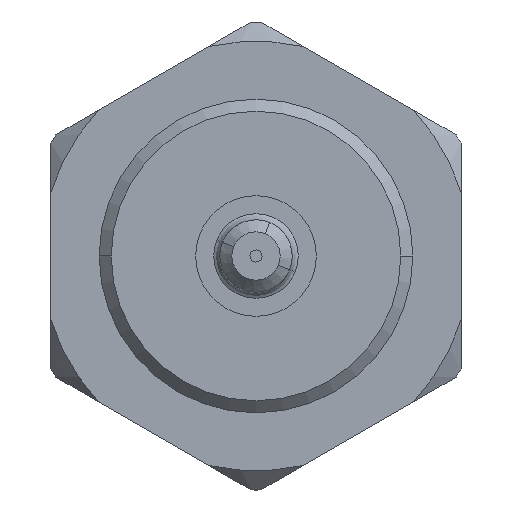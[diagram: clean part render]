
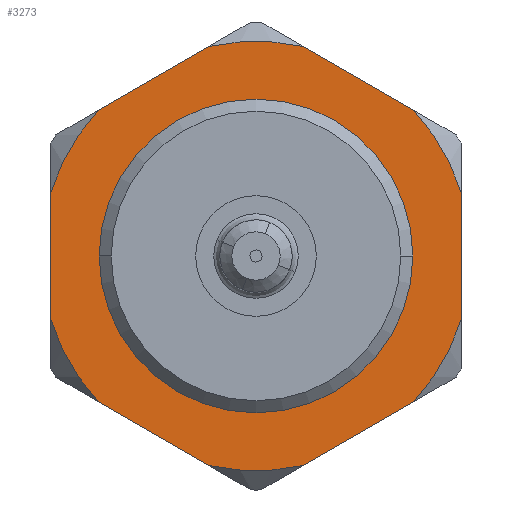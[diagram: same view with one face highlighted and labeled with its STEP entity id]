
A CAD part, left-side view. The second image highlights one B-rep face of the part: STEP entity #3273.
In plain terms, the highlighted planar face has unit normal (-1, 0, 0).
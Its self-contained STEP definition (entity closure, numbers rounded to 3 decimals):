
#385=VECTOR('',#3991,1.);
#388=VECTOR('',#4003,1.);
#391=VECTOR('',#4011,1.);
#394=VECTOR('',#4019,1.);
#397=VECTOR('',#4027,1.);
#399=VECTOR('',#4046,1.);
#626=LINE('',#5071,#385);
#629=LINE('',#5098,#388);
#632=LINE('',#5122,#391);
#635=LINE('',#5146,#394);
#638=LINE('',#5170,#397);
#640=LINE('',#5191,#399);
#886=VERTEX_POINT('',#4902);
#888=VERTEX_POINT('',#4906);
#915=VERTEX_POINT('',#5070);
#916=VERTEX_POINT('',#5072);
#922=VERTEX_POINT('',#5097);
#923=VERTEX_POINT('',#5099);
#928=VERTEX_POINT('',#5121);
#929=VERTEX_POINT('',#5123);
#934=VERTEX_POINT('',#5145);
#935=VERTEX_POINT('',#5147);
#940=VERTEX_POINT('',#5169);
#941=VERTEX_POINT('',#5171);
#944=VERTEX_POINT('',#5190);
#945=VERTEX_POINT('',#5192);
#946=VERTEX_POINT('',#5196);
#1178=CIRCLE('',#3477,5.8);
#1211=CIRCLE('',#3526,8.9);
#1212=CIRCLE('',#3528,8.9);
#1213=CIRCLE('',#3529,8.9);
#1214=CIRCLE('',#3530,8.9);
#1215=CIRCLE('',#3531,8.9);
#1216=CIRCLE('',#3532,8.9);
#1217=CIRCLE('',#3533,5.8);
#1218=CIRCLE('',#3534,5.8);
#1404=EDGE_CURVE('',#888,#886,#1178,.T.);
#1442=EDGE_CURVE('',#916,#915,#626,.T.);
#1452=EDGE_CURVE('',#923,#922,#629,.T.);
#1460=EDGE_CURVE('',#929,#928,#632,.T.);
#1468=EDGE_CURVE('',#935,#934,#635,.T.);
#1476=EDGE_CURVE('',#941,#940,#638,.T.);
#1482=EDGE_CURVE('',#929,#922,#1211,.T.);
#1483=EDGE_CURVE('',#935,#928,#1212,.T.);
#1484=EDGE_CURVE('',#941,#934,#1213,.T.);
#1485=EDGE_CURVE('',#944,#940,#1214,.T.);
#1486=EDGE_CURVE('',#944,#945,#640,.T.);
#1487=EDGE_CURVE('',#916,#945,#1215,.T.);
#1488=EDGE_CURVE('',#923,#915,#1216,.T.);
#1489=EDGE_CURVE('',#946,#888,#1217,.T.);
#1490=EDGE_CURVE('',#886,#946,#1218,.T.);
#1995=ORIENTED_EDGE('',*,*,#1482,.F.);
#1996=ORIENTED_EDGE('',*,*,#1460,.T.);
#1997=ORIENTED_EDGE('',*,*,#1483,.F.);
#1998=ORIENTED_EDGE('',*,*,#1468,.T.);
#1999=ORIENTED_EDGE('',*,*,#1484,.F.);
#2000=ORIENTED_EDGE('',*,*,#1476,.T.);
#2001=ORIENTED_EDGE('',*,*,#1485,.F.);
#2002=ORIENTED_EDGE('',*,*,#1486,.T.);
#2003=ORIENTED_EDGE('',*,*,#1487,.F.);
#2004=ORIENTED_EDGE('',*,*,#1442,.T.);
#2005=ORIENTED_EDGE('',*,*,#1488,.F.);
#2006=ORIENTED_EDGE('',*,*,#1452,.T.);
#2007=ORIENTED_EDGE('',*,*,#1489,.F.);
#2008=ORIENTED_EDGE('',*,*,#1490,.F.);
#2009=ORIENTED_EDGE('',*,*,#1404,.F.);
#2809=EDGE_LOOP('',(#1995,#1996,#1997,#1998,#1999,#2000,#2001,#2002,#2003,
#2004,#2005,#2006));
#2810=EDGE_LOOP('',(#2007,#2008,#2009));
#3043=FACE_BOUND('',#2809,.T.);
#3044=FACE_BOUND('',#2810,.T.);
#3273=ADVANCED_FACE('',(#3043,#3044),#6177,.T.);
#3477=AXIS2_PLACEMENT_3D('',#4907,#3922,#3923);
#3526=AXIS2_PLACEMENT_3D('',#5185,#4037,#4038);
#3527=AXIS2_PLACEMENT_3D('',#5186,#4039,$);
#3528=AXIS2_PLACEMENT_3D('',#5187,#4040,#4041);
#3529=AXIS2_PLACEMENT_3D('',#5188,#4042,#4043);
#3530=AXIS2_PLACEMENT_3D('',#5189,#4044,#4045);
#3531=AXIS2_PLACEMENT_3D('',#5193,#4047,#4048);
#3532=AXIS2_PLACEMENT_3D('',#5194,#4049,#4050);
#3533=AXIS2_PLACEMENT_3D('',#5195,#4051,#4052);
#3534=AXIS2_PLACEMENT_3D('',#5197,#4053,#4054);
#3922=DIRECTION('',(-1.,0.,0.));
#3923=DIRECTION('',(0.,-5.8,0.));
#3991=DIRECTION('',(0.,-0.866,0.5));
#4003=DIRECTION('',(0.,0.,1.));
#4011=DIRECTION('',(0.,0.866,0.5));
#4019=DIRECTION('',(0.,0.866,-0.5));
#4027=DIRECTION('',(0.,0.,-1.));
#4037=DIRECTION('',(1.,0.,0.));
#4038=DIRECTION('',(0.,-8.9,0.));
#4039=DIRECTION('',(-1.,0.,0.));
#4040=DIRECTION('',(1.,0.,0.));
#4041=DIRECTION('',(0.,8.9,0.));
#4042=DIRECTION('',(1.,0.,0.));
#4043=DIRECTION('',(0.,8.9,0.));
#4044=DIRECTION('',(1.,0.,0.));
#4045=DIRECTION('',(0.,8.9,0.));
#4046=DIRECTION('',(0.,-0.866,-0.5));
#4047=DIRECTION('',(1.,0.,0.));
#4048=DIRECTION('',(0.,8.9,0.));
#4049=DIRECTION('',(1.,0.,0.));
#4050=DIRECTION('',(0.,-8.9,0.));
#4051=DIRECTION('',(-1.,0.,0.));
#4052=DIRECTION('',(0.,-5.8,0.));
#4053=DIRECTION('',(-1.,0.,0.));
#4054=DIRECTION('',(0.,-5.8,0.));
#4902=CARTESIAN_POINT('',(-3.772,-2.662,5.8));
#4906=CARTESIAN_POINT('',(-3.772,-2.662,-5.8));
#4907=CARTESIAN_POINT('',(-3.772,-2.662,0.));
#5070=CARTESIAN_POINT('',(-3.772,-9.197,-6.042));
#5071=CARTESIAN_POINT('',(-3.772,-4.627,-8.68));
#5072=CARTESIAN_POINT('',(-3.772,-4.627,-8.68));
#5097=CARTESIAN_POINT('',(-3.772,-11.162,2.638));
#5098=CARTESIAN_POINT('',(-3.772,-11.162,-2.638));
#5099=CARTESIAN_POINT('',(-3.772,-11.162,-2.638));
#5121=CARTESIAN_POINT('',(-3.772,-4.627,8.68));
#5122=CARTESIAN_POINT('',(-3.772,-9.197,6.042));
#5123=CARTESIAN_POINT('',(-3.772,-9.197,6.042));
#5145=CARTESIAN_POINT('',(-3.772,3.873,6.042));
#5146=CARTESIAN_POINT('',(-3.772,-0.697,8.68));
#5147=CARTESIAN_POINT('',(-3.772,-0.697,8.68));
#5169=CARTESIAN_POINT('',(-3.772,5.838,-2.638));
#5170=CARTESIAN_POINT('',(-3.772,5.838,2.638));
#5171=CARTESIAN_POINT('',(-3.772,5.838,2.638));
#5185=CARTESIAN_POINT('',(-3.772,-2.662,0.));
#5186=CARTESIAN_POINT('',(-3.772,4.938,0.));
#5187=CARTESIAN_POINT('',(-3.772,-2.662,0.));
#5188=CARTESIAN_POINT('',(-3.772,-2.662,0.));
#5189=CARTESIAN_POINT('',(-3.772,-2.662,0.));
#5190=CARTESIAN_POINT('',(-3.772,3.873,-6.042));
#5191=CARTESIAN_POINT('',(-3.772,3.873,-6.042));
#5192=CARTESIAN_POINT('',(-3.772,-0.697,-8.68));
#5193=CARTESIAN_POINT('',(-3.772,-2.662,0.));
#5194=CARTESIAN_POINT('',(-3.772,-2.662,0.));
#5195=CARTESIAN_POINT('',(-3.772,-2.662,0.));
#5196=CARTESIAN_POINT('',(-3.772,3.138,0.));
#5197=CARTESIAN_POINT('',(-3.772,-2.662,0.));
#6177=PLANE('',#3527);
